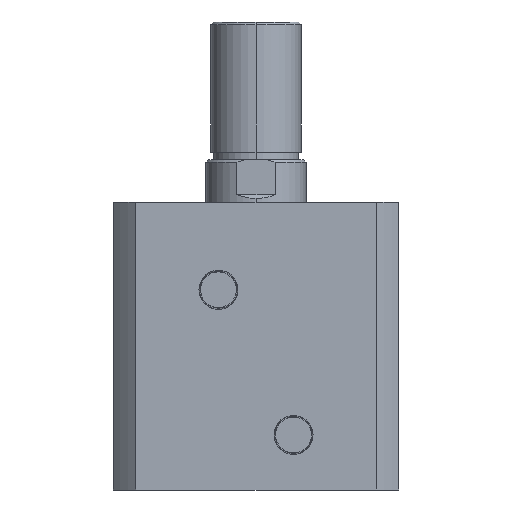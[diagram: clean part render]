
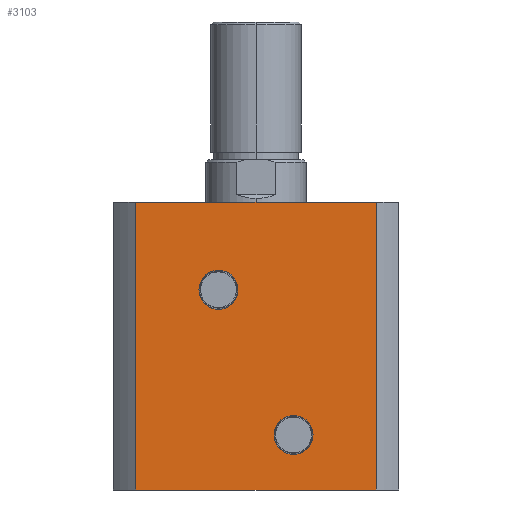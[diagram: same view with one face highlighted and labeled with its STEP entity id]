
A CAD part, left-side view. The second image highlights one B-rep face of the part: STEP entity #3103.
In plain terms, the highlighted planar face has unit normal (-1, 0, 0).
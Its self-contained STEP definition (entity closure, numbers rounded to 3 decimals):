
#129 = ORIENTED_EDGE ( 'NONE', *, *, #1629, .F. ) ;
#130 = ORIENTED_EDGE ( 'NONE', *, *, #1484, .F. ) ;
#131 = ORIENTED_EDGE ( 'NONE', *, *, #1630, .F. ) ;
#132 = ORIENTED_EDGE ( 'NONE', *, *, #1492, .F. ) ;
#133 = ORIENTED_EDGE ( 'NONE', *, *, #1631, .T. ) ;
#134 = ORIENTED_EDGE ( 'NONE', *, *, #1632, .F. ) ;
#135 = ORIENTED_EDGE ( 'NONE', *, *, #1634, .F. ) ;
#136 = ORIENTED_EDGE ( 'NONE', *, *, #1627, .T. ) ;
#611 = CARTESIAN_POINT ( 'NONE',  ( -57., 47.971, 115. ) ) ;
#1165 = DIRECTION ( 'NONE',  ( 0., 0., 1. ) ) ;
#1166 = DIRECTION ( 'NONE',  ( -1., 0., 0. ) ) ;
#1167 = CARTESIAN_POINT ( 'NONE',  ( -57., 15., 80. ) ) ;
#1191 = DIRECTION ( 'NONE',  ( 0., 0., 1. ) ) ;
#1192 = DIRECTION ( 'NONE',  ( -1., 0., 0. ) ) ;
#1193 = CARTESIAN_POINT ( 'NONE',  ( -57., -15., 22. ) ) ;
#1484 = EDGE_CURVE ( 'NONE', #2538, #2534, #2696, .T. ) ;
#1492 = EDGE_CURVE ( 'NONE', #2518, #2517, #2708, .T. ) ;
#1627 = EDGE_CURVE ( 'NONE', #3386, #1815, #2922, .T. ) ;
#1629 = EDGE_CURVE ( 'NONE', #2534, #2538, #2925, .T. ) ;
#1630 = EDGE_CURVE ( 'NONE', #2517, #2518, #2926, .T. ) ;
#1631 = EDGE_CURVE ( 'NONE', #1815, #1830, #2927, .T. ) ;
#1632 = EDGE_CURVE ( 'NONE', #1844, #1830, #2928, .T. ) ;
#1634 = EDGE_CURVE ( 'NONE', #3386, #1844, #2923, .T. ) ;
#1765 = AXIS2_PLACEMENT_3D ( 'NONE', #1193, #1192, #1191 ) ;
#1770 = AXIS2_PLACEMENT_3D ( 'NONE', #1167, #1166, #1165 ) ;
#1815 = VERTEX_POINT ( 'NONE', #2404 ) ;
#1819 = AXIS2_PLACEMENT_3D ( 'NONE', #2203, #2204, #2205 ) ;
#1820 = AXIS2_PLACEMENT_3D ( 'NONE', #2208, #2209, #2210 ) ;
#1830 = VERTEX_POINT ( 'NONE', #2410 ) ;
#1844 = VERTEX_POINT ( 'NONE', #2417 ) ;
#1864 = AXIS2_PLACEMENT_3D ( 'NONE', #2509, #2504, #2512 ) ;
#2186 = DIRECTION ( 'NONE',  ( 0., 0., -1. ) ) ;
#2192 = CARTESIAN_POINT ( 'NONE',  ( -57., 47.971, 115. ) ) ;
#2201 = CARTESIAN_POINT ( 'NONE',  ( -57., 0., 0. ) ) ;
#2202 = DIRECTION ( 'NONE',  ( 0., -1., 0. ) ) ;
#2203 = CARTESIAN_POINT ( 'NONE',  ( -57., -15., 22. ) ) ;
#2204 = DIRECTION ( 'NONE',  ( -1., 0., 0. ) ) ;
#2205 = DIRECTION ( 'NONE',  ( 0., 0., 1. ) ) ;
#2206 = CARTESIAN_POINT ( 'NONE',  ( -57., 0., 115. ) ) ;
#2207 = DIRECTION ( 'NONE',  ( 0., -1., 0. ) ) ;
#2208 = CARTESIAN_POINT ( 'NONE',  ( -57., 15., 80. ) ) ;
#2209 = DIRECTION ( 'NONE',  ( -1., 0., 0. ) ) ;
#2210 = DIRECTION ( 'NONE',  ( 0., 0., 1. ) ) ;
#2211 = CARTESIAN_POINT ( 'NONE',  ( -57., -47.971, 115. ) ) ;
#2213 = DIRECTION ( 'NONE',  ( 0., 0., -1. ) ) ;
#2404 = CARTESIAN_POINT ( 'NONE',  ( -57., 47.971, 0. ) ) ;
#2410 = CARTESIAN_POINT ( 'NONE',  ( -57., -47.971, 0. ) ) ;
#2417 = CARTESIAN_POINT ( 'NONE',  ( -57., -47.971, 115. ) ) ;
#2423 = CARTESIAN_POINT ( 'NONE',  ( -57., 15., 87.797 ) ) ;
#2424 = CARTESIAN_POINT ( 'NONE',  ( -57., 15., 72.203 ) ) ;
#2440 = CARTESIAN_POINT ( 'NONE',  ( -57., -15., 29.797 ) ) ;
#2444 = CARTESIAN_POINT ( 'NONE',  ( -57., -15., 14.203 ) ) ;
#2504 = DIRECTION ( 'NONE',  ( 1., 0., 0. ) ) ;
#2509 = CARTESIAN_POINT ( 'NONE',  ( -57., 0., 115. ) ) ;
#2510 = PLANE ( 'NONE',  #1864 ) ;
#2512 = DIRECTION ( 'NONE',  ( 0., 1., 0. ) ) ;
#2517 = VERTEX_POINT ( 'NONE', #2423 ) ;
#2518 = VERTEX_POINT ( 'NONE', #2424 ) ;
#2534 = VERTEX_POINT ( 'NONE', #2440 ) ;
#2538 = VERTEX_POINT ( 'NONE', #2444 ) ;
#2696 = CIRCLE ( 'NONE', #1765, 7.797 ) ;
#2708 = CIRCLE ( 'NONE', #1770, 7.797 ) ;
#2922 = LINE ( 'NONE', #2192, #2924 ) ;
#2923 = LINE ( 'NONE', #2206, #2933 ) ;
#2924 = VECTOR ( 'NONE', #2186, 1000. ) ;
#2925 = CIRCLE ( 'NONE', #1819, 7.797 ) ;
#2926 = CIRCLE ( 'NONE', #1820, 7.797 ) ;
#2927 = LINE ( 'NONE', #2201, #2929 ) ;
#2928 = LINE ( 'NONE', #2211, #2931 ) ;
#2929 = VECTOR ( 'NONE', #2202, 1000. ) ;
#2931 = VECTOR ( 'NONE', #2213, 1000. ) ;
#2933 = VECTOR ( 'NONE', #2207, 1000. ) ;
#3070 = FACE_OUTER_BOUND ( 'NONE', #3660, .T. ) ;
#3080 = FACE_BOUND ( 'NONE', #3429, .T. ) ;
#3083 = FACE_BOUND ( 'NONE', #3434, .T. ) ;
#3103 = ADVANCED_FACE ( 'NONE', ( #3080, #3083, #3070 ), #2510, .F. ) ;
#3386 = VERTEX_POINT ( 'NONE', #611 ) ;
#3429 = EDGE_LOOP ( 'NONE', ( #129, #130 ) ) ;
#3434 = EDGE_LOOP ( 'NONE', ( #131, #132 ) ) ;
#3660 = EDGE_LOOP ( 'NONE', ( #133, #134, #135, #136 ) ) ;
